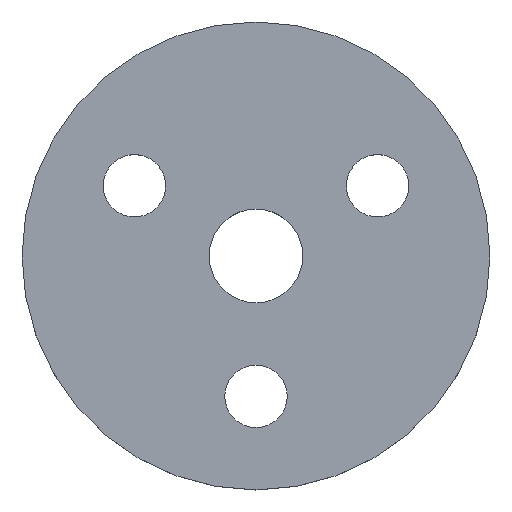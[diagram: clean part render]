
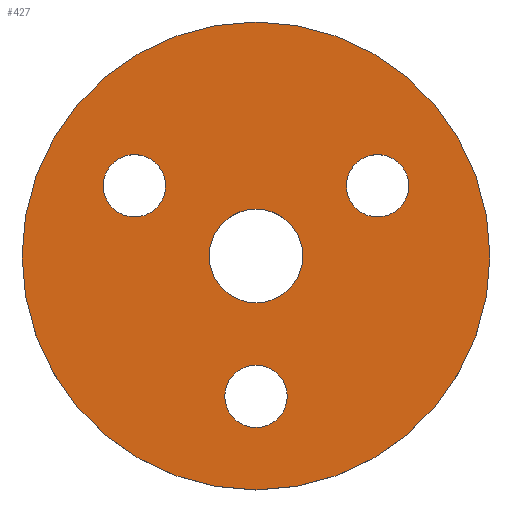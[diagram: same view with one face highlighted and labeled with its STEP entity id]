
A CAD part, top view. The second image highlights one B-rep face of the part: STEP entity #427.
In plain terms, the highlighted planar face has unit normal (0, 0, 1).
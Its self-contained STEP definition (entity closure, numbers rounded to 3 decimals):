
#2 = EDGE_CURVE ( 'NONE', #81, #347, #394, .T. ) ;
#8 = DIRECTION ( 'NONE',  ( 0., 0., 1. ) ) ;
#9 = AXIS2_PLACEMENT_3D ( 'NONE', #323, #319, #406 ) ;
#10 = ORIENTED_EDGE ( 'NONE', *, *, #202, .F. ) ;
#11 = CARTESIAN_POINT ( 'NONE',  ( 7.794, 4.5, 3. ) ) ;
#18 = DIRECTION ( 'NONE',  ( 0., 0., 1. ) ) ;
#25 = AXIS2_PLACEMENT_3D ( 'NONE', #104, #152, #331 ) ;
#33 = EDGE_CURVE ( 'NONE', #284, #248, #460, .T. ) ;
#35 = CIRCLE ( 'NONE', #370, 15. ) ;
#41 = DIRECTION ( 'NONE',  ( 0., 0., 1. ) ) ;
#45 = AXIS2_PLACEMENT_3D ( 'NONE', #132, #192, #448 ) ;
#52 = DIRECTION ( 'NONE',  ( 1., 0., 0. ) ) ;
#60 = CIRCLE ( 'NONE', #369, 15. ) ;
#63 = FACE_OUTER_BOUND ( 'NONE', #438, .T. ) ;
#68 = DIRECTION ( 'NONE',  ( 0., 0., 1. ) ) ;
#70 = EDGE_CURVE ( 'NONE', #173, #128, #60, .T. ) ;
#73 = ORIENTED_EDGE ( 'NONE', *, *, #70, .T. ) ;
#81 = VERTEX_POINT ( 'NONE', #166 ) ;
#90 = CIRCLE ( 'NONE', #340, 2. ) ;
#93 = DIRECTION ( 'NONE',  ( 0., 0., 1. ) ) ;
#94 = AXIS2_PLACEMENT_3D ( 'NONE', #11, #8, #290 ) ;
#104 = CARTESIAN_POINT ( 'NONE',  ( -7.794, 4.5, 3. ) ) ;
#105 = ORIENTED_EDGE ( 'NONE', *, *, #2, .F. ) ;
#109 = VERTEX_POINT ( 'NONE', #350 ) ;
#117 = EDGE_CURVE ( 'NONE', #302, #299, #465, .T. ) ;
#122 = AXIS2_PLACEMENT_3D ( 'NONE', #424, #68, #396 ) ;
#126 = DIRECTION ( 'NONE',  ( 1., 0., 0. ) ) ;
#128 = VERTEX_POINT ( 'NONE', #392 ) ;
#129 = CARTESIAN_POINT ( 'NONE',  ( 0., 0., 3. ) ) ;
#132 = CARTESIAN_POINT ( 'NONE',  ( 7.794, 4.5, 3. ) ) ;
#134 = FACE_BOUND ( 'NONE', #234, .T. ) ;
#143 = ORIENTED_EDGE ( 'NONE', *, *, #268, .F. ) ;
#152 = DIRECTION ( 'NONE',  ( 0., 0., 1. ) ) ;
#158 = CARTESIAN_POINT ( 'NONE',  ( 0., 0., 3. ) ) ;
#166 = CARTESIAN_POINT ( 'NONE',  ( -3., 0., 3. ) ) ;
#167 = CARTESIAN_POINT ( 'NONE',  ( -5.794, 4.5, 3. ) ) ;
#171 = CARTESIAN_POINT ( 'NONE',  ( 3., 0., 3. ) ) ;
#173 = VERTEX_POINT ( 'NONE', #339 ) ;
#175 = EDGE_CURVE ( 'NONE', #445, #109, #90, .T. ) ;
#180 = CARTESIAN_POINT ( 'NONE',  ( 5.794, 4.5, 3. ) ) ;
#186 = CIRCLE ( 'NONE', #301, 2. ) ;
#192 = DIRECTION ( 'NONE',  ( 0., 0., 1. ) ) ;
#194 = EDGE_CURVE ( 'NONE', #128, #173, #35, .T. ) ;
#195 = ORIENTED_EDGE ( 'NONE', *, *, #464, .F. ) ;
#202 = EDGE_CURVE ( 'NONE', #109, #445, #186, .T. ) ;
#208 = CIRCLE ( 'NONE', #395, 3. ) ;
#216 = CIRCLE ( 'NONE', #94, 2. ) ;
#226 = DIRECTION ( 'NONE',  ( 0., 0., 1. ) ) ;
#227 = CARTESIAN_POINT ( 'NONE',  ( 0., 0., 3. ) ) ;
#232 = DIRECTION ( 'NONE',  ( 1., 0., 0. ) ) ;
#234 = EDGE_LOOP ( 'NONE', ( #330, #105 ) ) ;
#248 = VERTEX_POINT ( 'NONE', #180 ) ;
#250 = EDGE_LOOP ( 'NONE', ( #10, #332 ) ) ;
#259 = ORIENTED_EDGE ( 'NONE', *, *, #194, .T. ) ;
#268 = EDGE_CURVE ( 'NONE', #248, #284, #216, .T. ) ;
#282 = EDGE_LOOP ( 'NONE', ( #195, #436 ) ) ;
#284 = VERTEX_POINT ( 'NONE', #469 ) ;
#290 = DIRECTION ( 'NONE',  ( 1., 0., 0. ) ) ;
#296 = CARTESIAN_POINT ( 'NONE',  ( 0., 0., 3. ) ) ;
#299 = VERTEX_POINT ( 'NONE', #167 ) ;
#301 = AXIS2_PLACEMENT_3D ( 'NONE', #446, #41, #126 ) ;
#302 = VERTEX_POINT ( 'NONE', #420 ) ;
#308 = CIRCLE ( 'NONE', #25, 2. ) ;
#311 = FACE_BOUND ( 'NONE', #282, .T. ) ;
#319 = DIRECTION ( 'NONE',  ( 0., 0., 1. ) ) ;
#323 = CARTESIAN_POINT ( 'NONE',  ( 0., 0., 3. ) ) ;
#324 = ORIENTED_EDGE ( 'NONE', *, *, #33, .F. ) ;
#327 = EDGE_LOOP ( 'NONE', ( #324, #143 ) ) ;
#328 = CARTESIAN_POINT ( 'NONE',  ( 0., -9., 3. ) ) ;
#330 = ORIENTED_EDGE ( 'NONE', *, *, #387, .F. ) ;
#331 = DIRECTION ( 'NONE',  ( 1., 0., 0. ) ) ;
#332 = ORIENTED_EDGE ( 'NONE', *, *, #175, .F. ) ;
#339 = CARTESIAN_POINT ( 'NONE',  ( -15., 0., 3. ) ) ;
#340 = AXIS2_PLACEMENT_3D ( 'NONE', #328, #226, #376 ) ;
#343 = DIRECTION ( 'NONE',  ( 1., 0., 0. ) ) ;
#346 = FACE_BOUND ( 'NONE', #327, .T. ) ;
#347 = VERTEX_POINT ( 'NONE', #171 ) ;
#348 = AXIS2_PLACEMENT_3D ( 'NONE', #158, #93, #343 ) ;
#350 = CARTESIAN_POINT ( 'NONE',  ( 2., -9., 3. ) ) ;
#352 = PLANE ( 'NONE',  #9 ) ;
#369 = AXIS2_PLACEMENT_3D ( 'NONE', #227, #375, #52 ) ;
#370 = AXIS2_PLACEMENT_3D ( 'NONE', #296, #18, #454 ) ;
#375 = DIRECTION ( 'NONE',  ( 0., 0., 1. ) ) ;
#376 = DIRECTION ( 'NONE',  ( 1., 0., 0. ) ) ;
#387 = EDGE_CURVE ( 'NONE', #347, #81, #208, .T. ) ;
#390 = FACE_BOUND ( 'NONE', #250, .T. ) ;
#392 = CARTESIAN_POINT ( 'NONE',  ( 15., 0., 3. ) ) ;
#394 = CIRCLE ( 'NONE', #348, 3. ) ;
#395 = AXIS2_PLACEMENT_3D ( 'NONE', #129, #470, #232 ) ;
#396 = DIRECTION ( 'NONE',  ( 1., 0., 0. ) ) ;
#406 = DIRECTION ( 'NONE',  ( 1., 0., 0. ) ) ;
#420 = CARTESIAN_POINT ( 'NONE',  ( -9.794, 4.5, 3. ) ) ;
#424 = CARTESIAN_POINT ( 'NONE',  ( -7.794, 4.5, 3. ) ) ;
#427 = ADVANCED_FACE ( 'NONE', ( #346, #311, #134, #390, #63 ), #352, .T. ) ;
#436 = ORIENTED_EDGE ( 'NONE', *, *, #117, .F. ) ;
#438 = EDGE_LOOP ( 'NONE', ( #73, #259 ) ) ;
#440 = CARTESIAN_POINT ( 'NONE',  ( -2., -9., 3. ) ) ;
#445 = VERTEX_POINT ( 'NONE', #440 ) ;
#446 = CARTESIAN_POINT ( 'NONE',  ( 0., -9., 3. ) ) ;
#448 = DIRECTION ( 'NONE',  ( 1., 0., 0. ) ) ;
#454 = DIRECTION ( 'NONE',  ( 1., 0., 0. ) ) ;
#460 = CIRCLE ( 'NONE', #45, 2. ) ;
#464 = EDGE_CURVE ( 'NONE', #299, #302, #308, .T. ) ;
#465 = CIRCLE ( 'NONE', #122, 2. ) ;
#469 = CARTESIAN_POINT ( 'NONE',  ( 9.794, 4.5, 3. ) ) ;
#470 = DIRECTION ( 'NONE',  ( 0., 0., 1. ) ) ;
